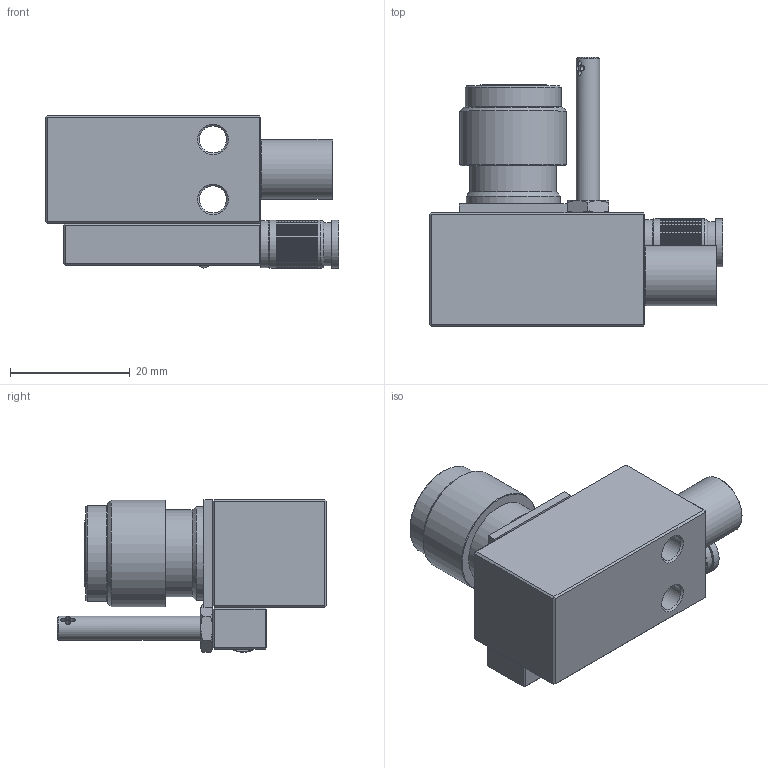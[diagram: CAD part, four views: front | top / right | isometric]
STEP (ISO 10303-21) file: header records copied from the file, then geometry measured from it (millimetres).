
FILE_DESCRIPTION (( 'STEP AP203' ), '1' );
FILE_NAME ('BTF2.STEP', '2020-02-15T08:09:40', ( '' ), ( '' ), 'SwSTEP 2.0', 'SolidWorks 2019', '' );
FILE_SCHEMA (( 'CONFIG_CONTROL_DESIGN' ));
Length unit declared in the file: millimetre
Products named in the file (4): BTF2; BTF2-III本體外觀用; BT12-56-D4M5-外觀用; BT12-03外觀用
Assembly tree (3 placements, depth 2):
  BTF2
    BTF2-III本體外觀用
    BT12-03外觀用
    BT12-56-D4M5-外觀用
Bounding box: 49 x 45 x 25.54 mm (x, y, z)
Volume: 19918 mm3; surface area: 8861.7 mm2
Topology: 6 solids, 6 shells, 245 faces, 416 edges, 256 vertices
Faces by surface type: plane 143, cylinder 81, cone 19, torus 2
Full cylindrical faces by diameter (mm): 0.8 x4, 3.4 x1, 4 x1, 4.1 x1, 4.5 x2, 5 x2, 7.151 x1, 7.25 x1, 7.8 x29, 8 x31, 9.1 x1, 9.5 x1, 10 x2, 14.5 x1, 15.7 x1, 16 x1, 17.8 x1
Entity records: 5692 total; most frequent: DIRECTION 968, CARTESIAN_POINT 957, ORIENTED_EDGE 612, AXIS2_PLACEMENT_3D 427, EDGE_LOOP 426, FACE_OUTER_BOUND 328, EDGE_CURVE 306, VERTEX_POINT 248
